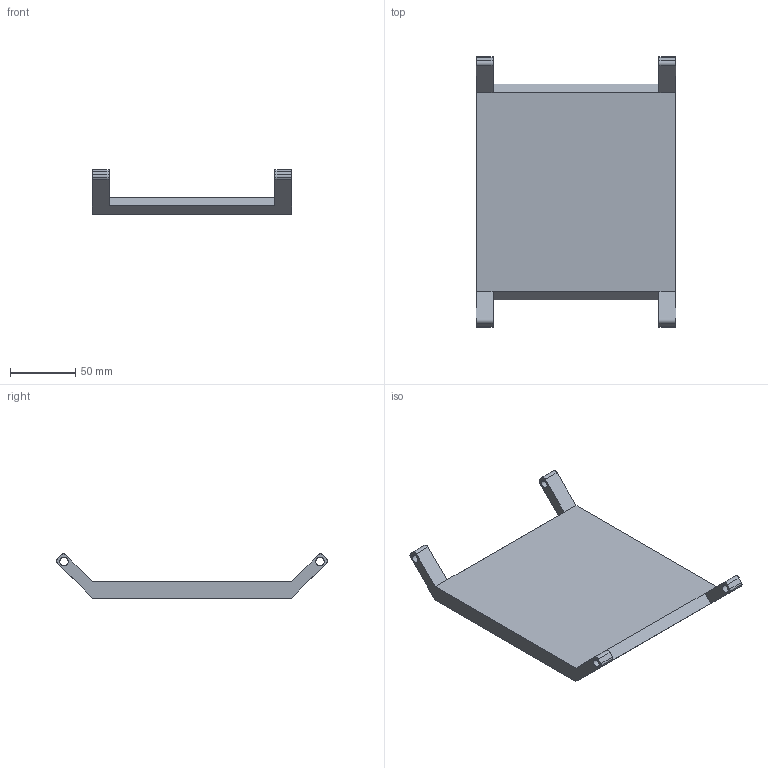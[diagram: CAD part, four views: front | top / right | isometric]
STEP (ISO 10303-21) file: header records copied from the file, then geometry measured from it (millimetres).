
FILE_DESCRIPTION (( 'STEP AP203' ), '1' );
FILE_NAME ('Blue_Joint_ver2_Default_sldprt.STEP', '2018-03-08T21:37:44', ( '' ), ( '' ), 'SwSTEP 2.0', 'SolidWorks 2017', '' );
FILE_SCHEMA (( 'CONFIG_CONTROL_DESIGN' ));
Length unit declared in the file: inch
Products named in the file (1): Blue_Joint_ver2_Default_sldprt
Bounding box: 152.4 x 207.08 x 33.93 mm (x, y, z)
Volume: 319809.3 mm3; surface area: 62022.9 mm2
Topology: 1 solids, 1 shells, 38 faces, 104 edges, 68 vertices
Faces by surface type: plane 20, cylinder 18
Entity records: 1307 total; most frequent: DIRECTION 218, CARTESIAN_POINT 211, ORIENTED_EDGE 208, EDGE_CURVE 104, AXIS2_PLACEMENT_3D 75, VERTEX_POINT 68, VECTOR 68, LINE 68
